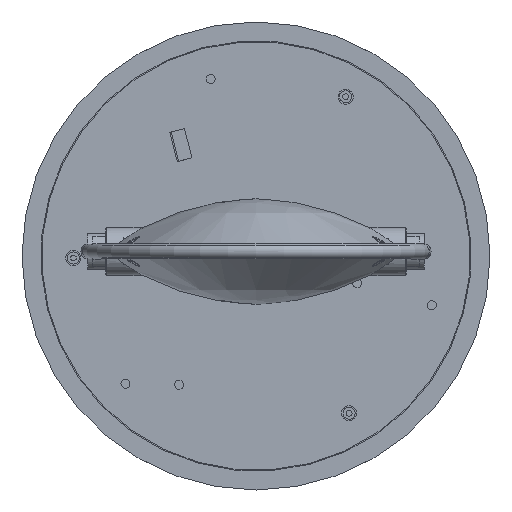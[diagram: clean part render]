
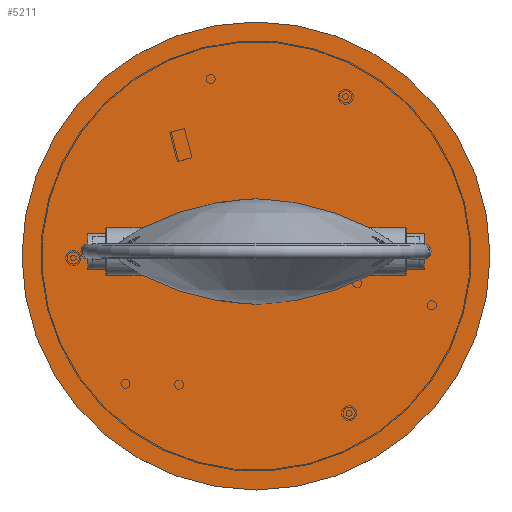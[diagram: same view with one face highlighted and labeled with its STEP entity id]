
A CAD part, top view. The second image highlights one B-rep face of the part: STEP entity #5211.
In plain terms, the highlighted face is planar.
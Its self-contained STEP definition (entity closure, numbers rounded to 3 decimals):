
#221=FACE_BOUND('',#1307,.T.);
#493=CIRCLE('',#6027,10.25);
#496=CIRCLE('',#6031,155.);
#682=PLANE('',#6032);
#964=FACE_OUTER_BOUND('',#1306,.T.);
#1306=EDGE_LOOP('',(#4757));
#1307=EDGE_LOOP('',(#4758));
#2574=VERTEX_POINT('',#10642);
#2577=VERTEX_POINT('',#10650);
#3305=EDGE_CURVE('',#2574,#2574,#493,.T.);
#3310=EDGE_CURVE('',#2577,#2577,#496,.T.);
#4757=ORIENTED_EDGE('',*,*,#3310,.T.);
#4758=ORIENTED_EDGE('',*,*,#3305,.T.);
#5211=ADVANCED_FACE('',(#964,#221),#682,.F.);
#6027=AXIS2_PLACEMENT_3D('',#10643,#7491,#7492);
#6031=AXIS2_PLACEMENT_3D('',#10652,#7501,#7502);
#6032=AXIS2_PLACEMENT_3D('',#10653,#7503,#7504);
#7491=DIRECTION('center_axis',(0.,1.,0.));
#7492=DIRECTION('ref_axis',(1.,0.,0.));
#7501=DIRECTION('center_axis',(0.,-1.,0.));
#7502=DIRECTION('ref_axis',(1.,0.,0.));
#7503=DIRECTION('center_axis',(0.,1.,0.));
#7504=DIRECTION('ref_axis',(0.,0.,1.));
#10642=CARTESIAN_POINT('',(-10.25,0.,0.));
#10643=CARTESIAN_POINT('Origin',(0.,0.,0.));
#10650=CARTESIAN_POINT('',(-155.,0.,0.));
#10652=CARTESIAN_POINT('Origin',(0.,0.,0.));
#10653=CARTESIAN_POINT('Origin',(0.,0.,0.));
